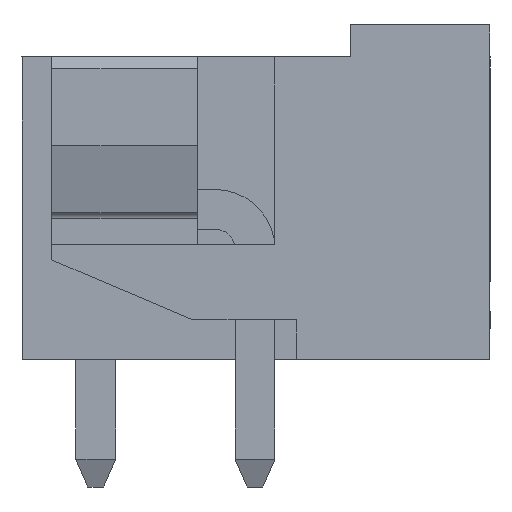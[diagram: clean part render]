
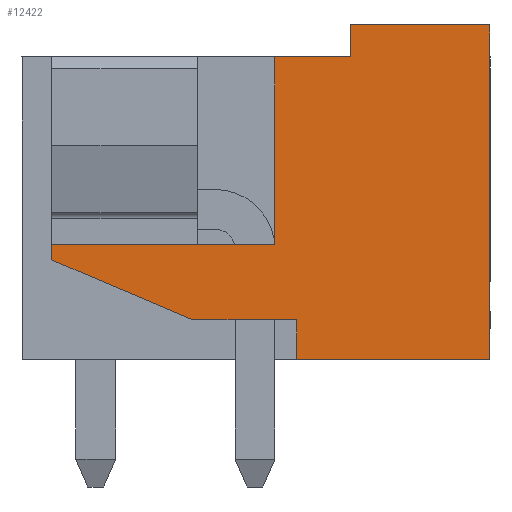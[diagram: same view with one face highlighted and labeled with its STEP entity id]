
A CAD part, left-side view. The second image highlights one B-rep face of the part: STEP entity #12422.
In plain terms, the highlighted planar face has unit normal (-1, 0, 0).
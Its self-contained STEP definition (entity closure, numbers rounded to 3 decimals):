
#12395=AXIS2_PLACEMENT_3D('Plane Axis2P3D',#12392,#12393,#12394) ;
#343=CARTESIAN_POINT('Vertex',(0.,0.,11.6)) ;
#346=CARTESIAN_POINT('Line Origine',(0.,0.,7.4)) ;
#350=CARTESIAN_POINT('Vertex',(0.,0.,3.2)) ;
#1685=CARTESIAN_POINT('Vertex',(0.,3.5,11.6)) ;
#1688=CARTESIAN_POINT('Line Origine',(0.,1.75,11.6)) ;
#2184=CARTESIAN_POINT('Vertex',(0.,5.4,10.8)) ;
#2187=CARTESIAN_POINT('Line Origine',(0.,4.45,10.8)) ;
#2191=CARTESIAN_POINT('Vertex',(0.,3.5,10.8)) ;
#3464=CARTESIAN_POINT('Line Origine',(0.,2.427,3.2)) ;
#3468=CARTESIAN_POINT('Vertex',(0.,4.854,3.2)) ;
#11866=CARTESIAN_POINT('Vertex',(0.,11.,5.7)) ;
#11880=CARTESIAN_POINT('Vertex',(0.,7.465,4.2)) ;
#11883=CARTESIAN_POINT('Line Origine',(0.,9.233,4.95)) ;
#11911=CARTESIAN_POINT('Vertex',(0.,4.854,4.2)) ;
#11914=CARTESIAN_POINT('Line Origine',(0.,6.16,4.2)) ;
#12165=CARTESIAN_POINT('Line Origine',(0.,4.854,3.7)) ;
#12182=CARTESIAN_POINT('Line Origine',(0.,3.5,11.2)) ;
#12244=CARTESIAN_POINT('Line Origine',(0.,11.,5.89)) ;
#12248=CARTESIAN_POINT('Vertex',(0.,11.,6.08)) ;
#12392=CARTESIAN_POINT('Axis2P3D Location',(0.,0.,0.)) ;
#12397=CARTESIAN_POINT('Line Origine',(0.,8.2,6.08)) ;
#12401=CARTESIAN_POINT('Vertex',(0.,5.4,6.08)) ;
#12404=CARTESIAN_POINT('Line Origine',(0.,5.4,8.44)) ;
#347=DIRECTION('Vector Direction',(0.,0.,-1.)) ;
#1689=DIRECTION('Vector Direction',(0.,-1.,0.)) ;
#2188=DIRECTION('Vector Direction',(0.,-1.,0.)) ;
#3465=DIRECTION('Vector Direction',(0.,1.,0.)) ;
#11884=DIRECTION('Vector Direction',(0.,-0.921,-0.391)) ;
#11915=DIRECTION('Vector Direction',(0.,-1.,0.)) ;
#12166=DIRECTION('Vector Direction',(0.,0.,1.)) ;
#12183=DIRECTION('Vector Direction',(0.,0.,1.)) ;
#12245=DIRECTION('Vector Direction',(0.,0.,-1.)) ;
#12393=DIRECTION('Axis2P3D Direction',(-1.,0.,0.)) ;
#12394=DIRECTION('Axis2P3D XDirection',(0.,-1.,0.)) ;
#12398=DIRECTION('Vector Direction',(0.,1.,0.)) ;
#12405=DIRECTION('Vector Direction',(0.,0.,1.)) ;
#348=VECTOR('Line Direction',#347,1.) ;
#1690=VECTOR('Line Direction',#1689,1.) ;
#2189=VECTOR('Line Direction',#2188,1.) ;
#3466=VECTOR('Line Direction',#3465,1.) ;
#11885=VECTOR('Line Direction',#11884,1.) ;
#11916=VECTOR('Line Direction',#11915,1.) ;
#12167=VECTOR('Line Direction',#12166,1.) ;
#12184=VECTOR('Line Direction',#12183,1.) ;
#12246=VECTOR('Line Direction',#12245,1.) ;
#12399=VECTOR('Line Direction',#12398,1.) ;
#12406=VECTOR('Line Direction',#12405,1.) ;
#12410=ORIENTED_EDGE('',*,*,#12403,.T.) ;
#12411=ORIENTED_EDGE('',*,*,#12250,.T.) ;
#12412=ORIENTED_EDGE('',*,*,#11887,.T.) ;
#12413=ORIENTED_EDGE('',*,*,#11918,.T.) ;
#12414=ORIENTED_EDGE('',*,*,#12169,.F.) ;
#12415=ORIENTED_EDGE('',*,*,#3470,.T.) ;
#12416=ORIENTED_EDGE('',*,*,#352,.T.) ;
#12417=ORIENTED_EDGE('',*,*,#1692,.T.) ;
#12418=ORIENTED_EDGE('',*,*,#12186,.T.) ;
#12419=ORIENTED_EDGE('',*,*,#2193,.T.) ;
#12420=ORIENTED_EDGE('',*,*,#12408,.F.) ;
#12422=ADVANCED_FACE('HOUSING',(#12421),#12396,.T.) ;
#352=EDGE_CURVE('',#351,#344,#349,.F.) ;
#1692=EDGE_CURVE('',#344,#1686,#1691,.F.) ;
#2193=EDGE_CURVE('',#2192,#2185,#2190,.F.) ;
#3470=EDGE_CURVE('',#3469,#351,#3467,.F.) ;
#11887=EDGE_CURVE('',#11867,#11881,#11886,.T.) ;
#11918=EDGE_CURVE('',#11881,#11912,#11917,.T.) ;
#12169=EDGE_CURVE('',#3469,#11912,#12168,.T.) ;
#12186=EDGE_CURVE('',#1686,#2192,#12185,.F.) ;
#12250=EDGE_CURVE('',#12249,#11867,#12247,.T.) ;
#12403=EDGE_CURVE('',#12402,#12249,#12400,.T.) ;
#12408=EDGE_CURVE('',#12402,#2185,#12407,.T.) ;
#12409=EDGE_LOOP('',(#12410,#12411,#12412,#12413,#12414,#12415,#12416,#12417,#12418,#12419,#12420)) ;
#12421=FACE_OUTER_BOUND('',#12409,.T.) ;
#349=LINE('Line',#346,#348) ;
#1691=LINE('Line',#1688,#1690) ;
#2190=LINE('Line',#2187,#2189) ;
#3467=LINE('Line',#3464,#3466) ;
#11886=LINE('Line',#11883,#11885) ;
#11917=LINE('Line',#11914,#11916) ;
#12168=LINE('Line',#12165,#12167) ;
#12185=LINE('Line',#12182,#12184) ;
#12247=LINE('Line',#12244,#12246) ;
#12400=LINE('Line',#12397,#12399) ;
#12407=LINE('Line',#12404,#12406) ;
#12396=PLANE('',#12395) ;
#344=VERTEX_POINT('',#343) ;
#351=VERTEX_POINT('',#350) ;
#1686=VERTEX_POINT('',#1685) ;
#2185=VERTEX_POINT('',#2184) ;
#2192=VERTEX_POINT('',#2191) ;
#3469=VERTEX_POINT('',#3468) ;
#11867=VERTEX_POINT('',#11866) ;
#11881=VERTEX_POINT('',#11880) ;
#11912=VERTEX_POINT('',#11911) ;
#12249=VERTEX_POINT('',#12248) ;
#12402=VERTEX_POINT('',#12401) ;
